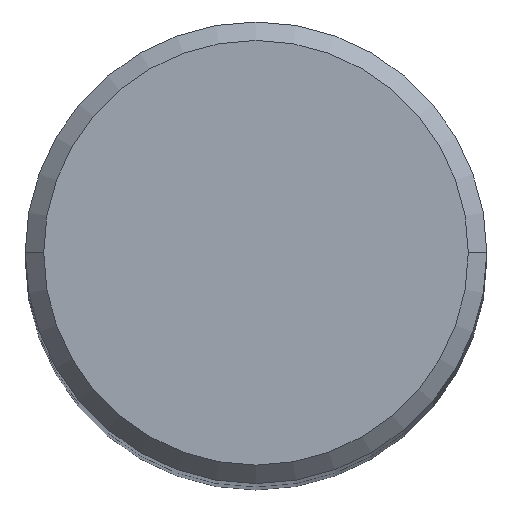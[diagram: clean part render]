
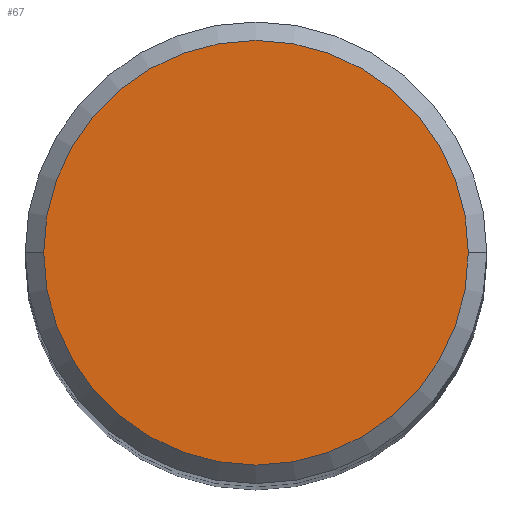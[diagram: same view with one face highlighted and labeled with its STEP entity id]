
A CAD part, top view. The second image highlights one B-rep face of the part: STEP entity #67.
In plain terms, the highlighted planar face has unit normal (0, 0, 1).
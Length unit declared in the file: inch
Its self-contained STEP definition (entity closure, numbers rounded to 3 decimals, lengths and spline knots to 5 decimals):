
#29 = FACE_OUTER_BOUND ( 'NONE', #156, .T. ) ;
#36 = EDGE_CURVE ( 'NONE', #114, #277, #160, .T. ) ;
#42 = CIRCLE ( 'NONE', #86, 0.23 ) ;
#45 = DIRECTION ( 'NONE',  ( 0., 0., 1. ) ) ;
#52 = AXIS2_PLACEMENT_3D ( 'NONE', #65, #450, #141 ) ;
#65 = CARTESIAN_POINT ( 'NONE',  ( 0., 0.23, 0. ) ) ;
#67 = ADVANCED_FACE ( 'NONE', ( #29 ), #307, .F. ) ;
#86 = AXIS2_PLACEMENT_3D ( 'NONE', #253, #139, #102 ) ;
#102 = DIRECTION ( 'NONE',  ( 1., 0., 0. ) ) ;
#114 = VERTEX_POINT ( 'NONE', #376 ) ;
#124 = CARTESIAN_POINT ( 'NONE',  ( 0.23, 0., 0. ) ) ;
#130 = EDGE_CURVE ( 'NONE', #277, #114, #42, .T. ) ;
#139 = DIRECTION ( 'NONE',  ( 0., 0., 1. ) ) ;
#141 = DIRECTION ( 'NONE',  ( -1., 0., 0. ) ) ;
#156 = EDGE_LOOP ( 'NONE', ( #314, #197 ) ) ;
#160 = CIRCLE ( 'NONE', #488, 0.23 ) ;
#197 = ORIENTED_EDGE ( 'NONE', *, *, #130, .T. ) ;
#242 = CARTESIAN_POINT ( 'NONE',  ( 0., 0., 0. ) ) ;
#253 = CARTESIAN_POINT ( 'NONE',  ( 0., 0., 0. ) ) ;
#277 = VERTEX_POINT ( 'NONE', #124 ) ;
#307 = PLANE ( 'NONE',  #52 ) ;
#314 = ORIENTED_EDGE ( 'NONE', *, *, #36, .T. ) ;
#353 = DIRECTION ( 'NONE',  ( 1., 0., 0. ) ) ;
#376 = CARTESIAN_POINT ( 'NONE',  ( -0.23, 0., 0. ) ) ;
#450 = DIRECTION ( 'NONE',  ( 0., 0., -1. ) ) ;
#488 = AXIS2_PLACEMENT_3D ( 'NONE', #242, #45, #353 ) ;
